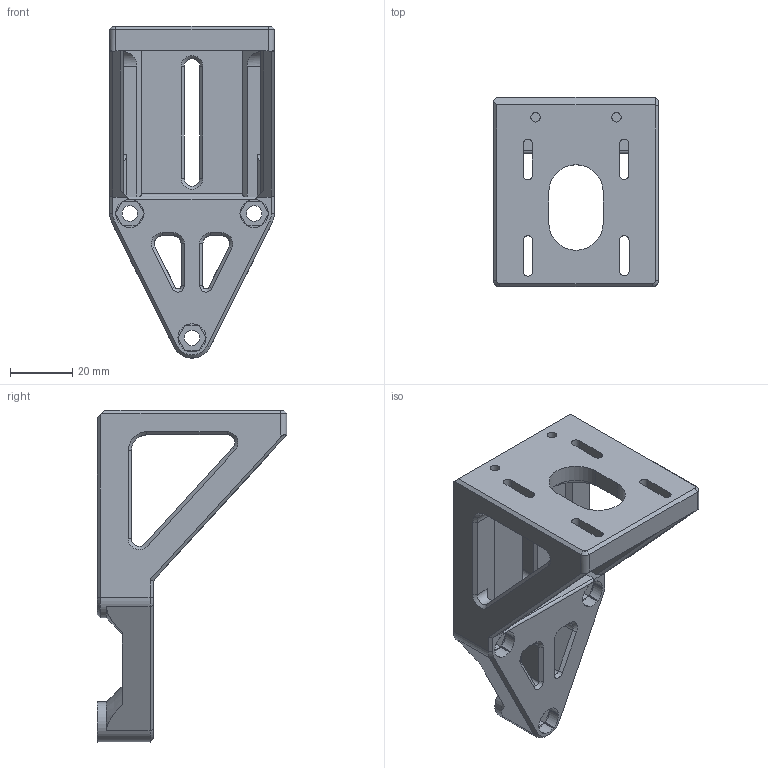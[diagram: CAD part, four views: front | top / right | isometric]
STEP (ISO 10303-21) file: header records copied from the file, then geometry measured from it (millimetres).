
FILE_DESCRIPTION(('FreeCAD Model'),'2;1');
FILE_NAME('Open CASCADE Shape Model','2025-04-15T20:00:52',(''),(''), 'Open CASCADE STEP processor 7.8','FreeCAD','Unknown');
FILE_SCHEMA(('AUTOMOTIVE_DESIGN { 1 0 10303 214 1 1 1 1 }'));
Length unit declared in the file: millimetre
Products named in the file (1): Body
Bounding box: 53 x 61 x 106.78 mm (x, y, z)
Volume: 68374 mm3; surface area: 24919.6 mm2
Topology: 1 solids, 1 shells, 214 faces, 606 edges, 394 vertices
Faces by surface type: plane 127, cylinder 56, cone 31
Full cylindrical faces by diameter (mm): 3 x2, 5 x3, 13 x1
Entity records: 6953 total; most frequent: CARTESIAN_POINT 1211, ORIENTED_EDGE 1204, DIRECTION 1189, EDGE_CURVE 602, LINE 441, VECTOR 441, VERTEX_POINT 392, AXIS2_PLACEMENT_3D 374
